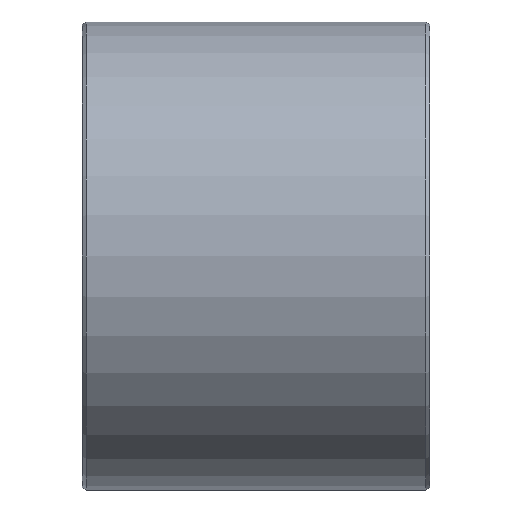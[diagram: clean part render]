
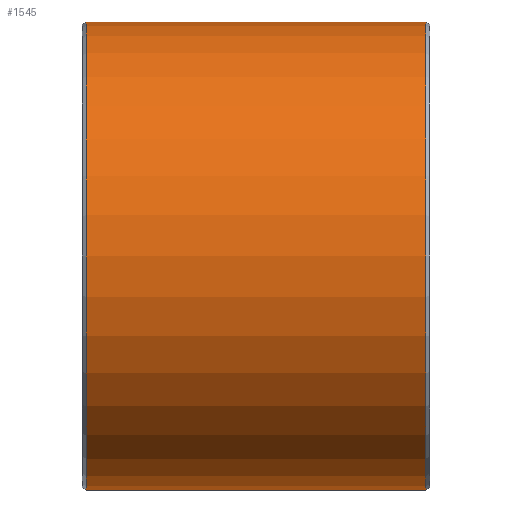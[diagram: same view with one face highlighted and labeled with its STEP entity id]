
A CAD part, front view. The second image highlights one B-rep face of the part: STEP entity #1545.
In plain terms, the highlighted cylindrical face has radius 17.5 mm (diameter 35 mm), a partial arc.
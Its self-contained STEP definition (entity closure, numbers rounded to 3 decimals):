
#25 = AXIS2_PLACEMENT_3D ( 'NONE', #952, #240, #1070 ) ;
#41 = ORIENTED_EDGE ( 'NONE', *, *, #1223, .T. ) ;
#80 = VECTOR ( 'NONE', #1511, 1000. ) ;
#181 = EDGE_CURVE ( 'NONE', #729, #905, #491, .T. ) ;
#240 = DIRECTION ( 'NONE',  ( -1., 0., 0. ) ) ;
#258 = CARTESIAN_POINT ( 'NONE',  ( 25.7, 0., 17.47 ) ) ;
#287 = DIRECTION ( 'NONE',  ( 0., 0., 1. ) ) ;
#376 = EDGE_CURVE ( 'NONE', #905, #886, #586, .T. ) ;
#381 = CYLINDRICAL_SURFACE ( 'NONE', #1172, 17.5 ) ;
#392 = LINE ( 'NONE', #662, #80 ) ;
#491 = LINE ( 'NONE', #1206, #1268 ) ;
#501 = CARTESIAN_POINT ( 'NONE',  ( 25.7, 0., -17.53 ) ) ;
#540 = CARTESIAN_POINT ( 'NONE',  ( 0.3, 0., -17.53 ) ) ;
#575 = FACE_OUTER_BOUND ( 'NONE', #1356, .T. ) ;
#580 = CARTESIAN_POINT ( 'NONE',  ( 0.3, 0., -0.03 ) ) ;
#586 = CIRCLE ( 'NONE', #1451, 17.5 ) ;
#618 = DIRECTION ( 'NONE',  ( 1., 0., 0. ) ) ;
#646 = CARTESIAN_POINT ( 'NONE',  ( 75.497, 0., -0.03 ) ) ;
#662 = CARTESIAN_POINT ( 'NONE',  ( 75.497, 0., -17.53 ) ) ;
#715 = VERTEX_POINT ( 'NONE', #501 ) ;
#729 = VERTEX_POINT ( 'NONE', #258 ) ;
#742 = DIRECTION ( 'NONE',  ( 0., 0., -1. ) ) ;
#755 = ORIENTED_EDGE ( 'NONE', *, *, #893, .F. ) ;
#765 = DIRECTION ( 'NONE',  ( -1., 0., 0. ) ) ;
#783 = CARTESIAN_POINT ( 'NONE',  ( 0.3, 0., 17.47 ) ) ;
#886 = VERTEX_POINT ( 'NONE', #540 ) ;
#893 = EDGE_CURVE ( 'NONE', #715, #886, #392, .T. ) ;
#905 = VERTEX_POINT ( 'NONE', #783 ) ;
#952 = CARTESIAN_POINT ( 'NONE',  ( 25.7, 0., -0.03 ) ) ;
#1070 = DIRECTION ( 'NONE',  ( 0., 0., 1. ) ) ;
#1072 = ORIENTED_EDGE ( 'NONE', *, *, #376, .T. ) ;
#1152 = ORIENTED_EDGE ( 'NONE', *, *, #181, .T. ) ;
#1172 = AXIS2_PLACEMENT_3D ( 'NONE', #646, #765, #287 ) ;
#1206 = CARTESIAN_POINT ( 'NONE',  ( 75.497, 0., 17.47 ) ) ;
#1223 = EDGE_CURVE ( 'NONE', #715, #729, #1279, .T. ) ;
#1268 = VECTOR ( 'NONE', #1456, 1000. ) ;
#1279 = CIRCLE ( 'NONE', #25, 17.5 ) ;
#1356 = EDGE_LOOP ( 'NONE', ( #755, #41, #1152, #1072 ) ) ;
#1451 = AXIS2_PLACEMENT_3D ( 'NONE', #580, #618, #742 ) ;
#1456 = DIRECTION ( 'NONE',  ( -1., 0., 0. ) ) ;
#1511 = DIRECTION ( 'NONE',  ( -1., 0., 0. ) ) ;
#1545 = ADVANCED_FACE ( 'Face5', ( #575 ), #381, .T. ) ;
